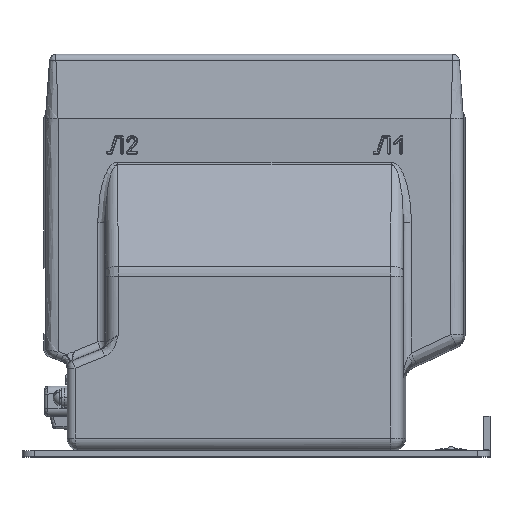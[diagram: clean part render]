
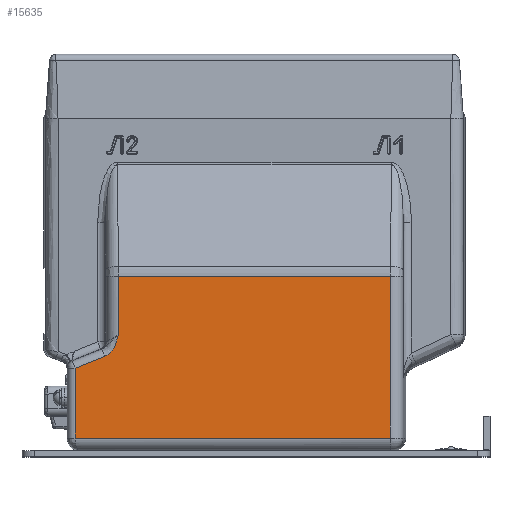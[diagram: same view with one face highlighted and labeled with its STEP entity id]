
A CAD part, top view. The second image highlights one B-rep face of the part: STEP entity #15635.
In plain terms, the highlighted planar face has unit normal (0, 0, 1).
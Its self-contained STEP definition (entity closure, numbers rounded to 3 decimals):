
#13 = VERTEX_POINT ( 'NONE', #1666 ) ;
#212 = VERTEX_POINT ( 'NONE', #3038 ) ;
#1410 = VERTEX_POINT ( 'NONE', #6483 ) ;
#1429 = VERTEX_POINT ( 'NONE', #6502 ) ;
#1430 = VERTEX_POINT ( 'NONE', #6503 ) ;
#1439 = VERTEX_POINT ( 'NONE', #6512 ) ;
#1520 = VERTEX_POINT ( 'NONE', #6593 ) ;
#1666 = CARTESIAN_POINT ( 'NONE',  ( 222.207, 111.621, 74. ) ) ;
#2225 = EDGE_CURVE ( 'NONE', #1430, #13, #23938, .T. ) ;
#2259 = EDGE_CURVE ( 'NONE', #1429, #1430, #23544, .T. ) ;
#2318 = EDGE_CURVE ( 'NONE', #1520, #212, #21780, .T. ) ;
#2342 = EDGE_CURVE ( 'NONE', #13, #1439, #23480, .T. ) ;
#2349 = EDGE_CURVE ( 'NONE', #212, #1410, #23570, .T. ) ;
#2388 = EDGE_CURVE ( 'NONE', #1410, #1429, #23456, .T. ) ;
#2410 = EDGE_CURVE ( 'NONE', #1439, #1520, #23459, .T. ) ;
#3038 = CARTESIAN_POINT ( 'NONE',  ( 38.922, 60.323, 74. ) ) ;
#6483 = CARTESIAN_POINT ( 'NONE',  ( 20., 52.754, 74. ) ) ;
#6502 = CARTESIAN_POINT ( 'NONE',  ( 20., 8., 74. ) ) ;
#6503 = CARTESIAN_POINT ( 'NONE',  ( 222.207, 8., 74. ) ) ;
#6512 = CARTESIAN_POINT ( 'NONE',  ( 47.793, 111.621, 74. ) ) ;
#6593 = CARTESIAN_POINT ( 'NONE',  ( 47.793, 74.363, 74. ) ) ;
#7881 = CARTESIAN_POINT ( 'NONE',  ( 222.207, 115., 74. ) ) ;
#7886 = DIRECTION ( 'NONE',  ( 0., 1., 0. ) ) ;
#8038 = CARTESIAN_POINT ( 'NONE',  ( 230., 8., 74. ) ) ;
#8039 = DIRECTION ( 'NONE',  ( 1., 0., 0. ) ) ;
#8201 = CARTESIAN_POINT ( 'NONE',  ( 47.793, 74.363, 74. ) ) ;
#8209 = CARTESIAN_POINT ( 'NONE',  ( 47.622, 73.661, 74. ) ) ;
#8210 = CARTESIAN_POINT ( 'NONE',  ( 47.45, 72.958, 74. ) ) ;
#8211 = CARTESIAN_POINT ( 'NONE',  ( 47.088, 71.558, 74. ) ) ;
#8212 = CARTESIAN_POINT ( 'NONE',  ( 46.897, 70.86, 74. ) ) ;
#8213 = CARTESIAN_POINT ( 'NONE',  ( 46.269, 68.789, 74. ) ) ;
#8214 = CARTESIAN_POINT ( 'NONE',  ( 45.774, 67.439, 74. ) ) ;
#8215 = CARTESIAN_POINT ( 'NONE',  ( 44.767, 65.52, 74. ) ) ;
#8216 = CARTESIAN_POINT ( 'NONE',  ( 44.384, 64.896, 74. ) ) ;
#8217 = CARTESIAN_POINT ( 'NONE',  ( 43.531, 63.729, 74. ) ) ;
#8218 = CARTESIAN_POINT ( 'NONE',  ( 43.059, 63.182, 74. ) ) ;
#8219 = CARTESIAN_POINT ( 'NONE',  ( 42.276, 62.426, 74. ) ) ;
#8220 = CARTESIAN_POINT ( 'NONE',  ( 42.001, 62.184, 74. ) ) ;
#8221 = CARTESIAN_POINT ( 'NONE',  ( 41.435, 61.732, 74. ) ) ;
#8222 = CARTESIAN_POINT ( 'NONE',  ( 41.143, 61.52, 74. ) ) ;
#8223 = CARTESIAN_POINT ( 'NONE',  ( 40.239, 60.929, 74. ) ) ;
#8224 = CARTESIAN_POINT ( 'NONE',  ( 39.6, 60.594, 74. ) ) ;
#8225 = CARTESIAN_POINT ( 'NONE',  ( 38.922, 60.323, 74. ) ) ;
#8293 = CARTESIAN_POINT ( 'NONE',  ( 23., 111.621, 74. ) ) ;
#8294 = DIRECTION ( 'NONE',  ( -1., 0., 0. ) ) ;
#8312 = CARTESIAN_POINT ( 'NONE',  ( 16.809, 51.478, 74. ) ) ;
#8313 = DIRECTION ( 'NONE',  ( -0.928, -0.371, 0. ) ) ;
#8420 = CARTESIAN_POINT ( 'NONE',  ( 20., 8., 74. ) ) ;
#8421 = DIRECTION ( 'NONE',  ( 0., -1., 0. ) ) ;
#8489 = CARTESIAN_POINT ( 'NONE',  ( 47.793, 66., 74. ) ) ;
#8490 = DIRECTION ( 'NONE',  ( 0., -1., 0. ) ) ;
#9085 = AXIS2_PLACEMENT_3D ( 'NONE', #17401, #17414, #17415 ) ;
#11040 = EDGE_LOOP ( 'NONE', ( #11595, #21746, #18685, #11915, #21752, #21736, #11609 ) ) ;
#11595 = ORIENTED_EDGE ( 'NONE', *, *, #2225, .T. ) ;
#11609 = ORIENTED_EDGE ( 'NONE', *, *, #2259, .T. ) ;
#11915 = ORIENTED_EDGE ( 'NONE', *, *, #2318, .T. ) ;
#15635 = ADVANCED_FACE ( 'NONE', ( #20049 ), #17398, .T. ) ;
#17398 = PLANE ( 'NONE',  #9085 ) ;
#17401 = CARTESIAN_POINT ( 'NONE',  ( 23., 8., 74. ) ) ;
#17414 = DIRECTION ( 'NONE',  ( 0., 0., 1. ) ) ;
#17415 = DIRECTION ( 'NONE',  ( 1., 0., 0. ) ) ;
#18685 = ORIENTED_EDGE ( 'NONE', *, *, #2410, .T. ) ;
#20049 = FACE_OUTER_BOUND ( 'NONE', #11040, .T. ) ;
#21736 = ORIENTED_EDGE ( 'NONE', *, *, #2388, .T. ) ;
#21746 = ORIENTED_EDGE ( 'NONE', *, *, #2342, .T. ) ;
#21752 = ORIENTED_EDGE ( 'NONE', *, *, #2349, .T. ) ;
#21780 = B_SPLINE_CURVE_WITH_KNOTS ( 'NONE', 3,
 ( #8201, #8209, #8210, #8211, #8212, #8213, #8214, #8215, #8216, #8217, #8218, #8219, #8220, #8221, #8222, #8223, #8224, #8225 ),
 .UNSPECIFIED., .F., .F.,
 ( 4, 2, 2, 2, 2, 2, 2, 2, 4 ),
 ( 0., 0.002, 0.004, 0.009, 0.011, 0.013, 0.014, 0.015, 0.017 ),
 .UNSPECIFIED. ) ;
#23452 = VECTOR ( 'NONE', #8421, 1000. ) ;
#23456 = LINE ( 'NONE', #8420, #23452 ) ;
#23457 = VECTOR ( 'NONE', #8490, 1000. ) ;
#23459 = LINE ( 'NONE', #8489, #23457 ) ;
#23480 = LINE ( 'NONE', #8293, #23661 ) ;
#23539 = VECTOR ( 'NONE', #8039, 1000. ) ;
#23544 = LINE ( 'NONE', #8038, #23539 ) ;
#23570 = LINE ( 'NONE', #8312, #23636 ) ;
#23636 = VECTOR ( 'NONE', #8313, 1000. ) ;
#23661 = VECTOR ( 'NONE', #8294, 1000. ) ;
#23850 = VECTOR ( 'NONE', #7886, 1000. ) ;
#23938 = LINE ( 'NONE', #7881, #23850 ) ;
